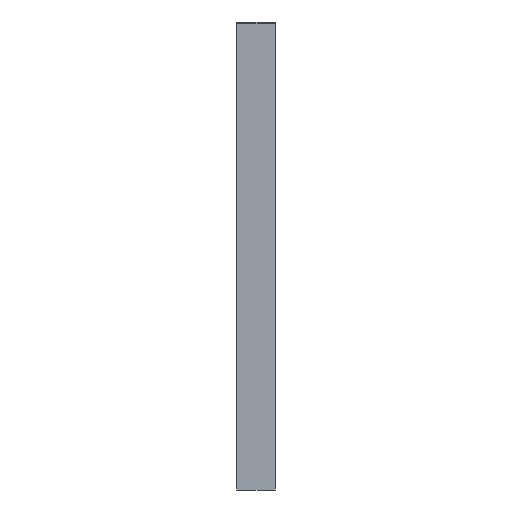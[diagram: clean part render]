
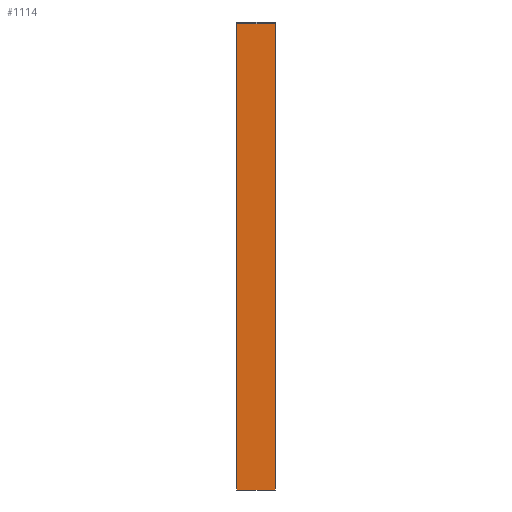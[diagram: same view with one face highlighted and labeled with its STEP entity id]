
A CAD part, left-side view. The second image highlights one B-rep face of the part: STEP entity #1114.
In plain terms, the highlighted planar face has unit normal (-1, 0, 0).
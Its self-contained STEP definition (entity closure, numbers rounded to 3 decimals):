
#77 = CARTESIAN_POINT ( 'NONE',  ( 92., 16.5, -398.49 ) ) ;
#90 = CARTESIAN_POINT ( 'NONE',  ( 92., -16.5, -398.49 ) ) ;
#123 = DIRECTION ( 'NONE',  ( 0., 0., -1. ) ) ;
#280 = AXIS2_PLACEMENT_3D ( 'NONE', #1047, #1021, #1018 ) ;
#282 = ORIENTED_EDGE ( 'NONE', *, *, #726, .F. ) ;
#354 = ORIENTED_EDGE ( 'NONE', *, *, #715, .F. ) ;
#505 = ORIENTED_EDGE ( 'NONE', *, *, #1602, .F. ) ;
#526 = EDGE_CURVE ( 'NONE', #1062, #1817, #1002, .T. ) ;
#708 = FACE_OUTER_BOUND ( 'NONE', #1823, .T. ) ;
#715 = EDGE_CURVE ( 'NONE', #1612, #1062, #780, .T. ) ;
#726 = EDGE_CURVE ( 'NONE', #1817, #1740, #1357, .T. ) ;
#780 = LINE ( 'NONE', #2090, #1137 ) ;
#1002 = LINE ( 'NONE', #90, #1883 ) ;
#1018 = DIRECTION ( 'NONE',  ( 0., 0., -1. ) ) ;
#1021 = DIRECTION ( 'NONE',  ( 1., 0., 0. ) ) ;
#1039 = PLANE ( 'NONE',  #280 ) ;
#1047 = CARTESIAN_POINT ( 'NONE',  ( 92., 16.5, -398.49 ) ) ;
#1062 = VERTEX_POINT ( 'NONE', #1375 ) ;
#1114 = ADVANCED_FACE ( 'NONE', ( #708 ), #1039, .F. ) ;
#1124 = CARTESIAN_POINT ( 'NONE',  ( 92., 16.5, -0.01 ) ) ;
#1137 = VECTOR ( 'NONE', #2101, 1000. ) ;
#1185 = VECTOR ( 'NONE', #1505, 1000. ) ;
#1210 = LINE ( 'NONE', #77, #1185 ) ;
#1357 = LINE ( 'NONE', #2089, #1872 ) ;
#1375 = CARTESIAN_POINT ( 'NONE',  ( 92., -16.5, -0.01 ) ) ;
#1412 = ORIENTED_EDGE ( 'NONE', *, *, #526, .F. ) ;
#1505 = DIRECTION ( 'NONE',  ( 0., 0., 1. ) ) ;
#1602 = EDGE_CURVE ( 'NONE', #1740, #1612, #1210, .T. ) ;
#1612 = VERTEX_POINT ( 'NONE', #1124 ) ;
#1619 = CARTESIAN_POINT ( 'NONE',  ( 92., 16.5, -400. ) ) ;
#1740 = VERTEX_POINT ( 'NONE', #1619 ) ;
#1758 = CARTESIAN_POINT ( 'NONE',  ( 92., -16.5, -400. ) ) ;
#1817 = VERTEX_POINT ( 'NONE', #1758 ) ;
#1823 = EDGE_LOOP ( 'NONE', ( #1412, #354, #505, #282 ) ) ;
#1872 = VECTOR ( 'NONE', #2102, 1000. ) ;
#1883 = VECTOR ( 'NONE', #123, 1000. ) ;
#2089 = CARTESIAN_POINT ( 'NONE',  ( 92., -18.635, -400. ) ) ;
#2090 = CARTESIAN_POINT ( 'NONE',  ( 92., 16.5, -0.01 ) ) ;
#2101 = DIRECTION ( 'NONE',  ( 0., -1., 0. ) ) ;
#2102 = DIRECTION ( 'NONE',  ( 0., 1., 0. ) ) ;
